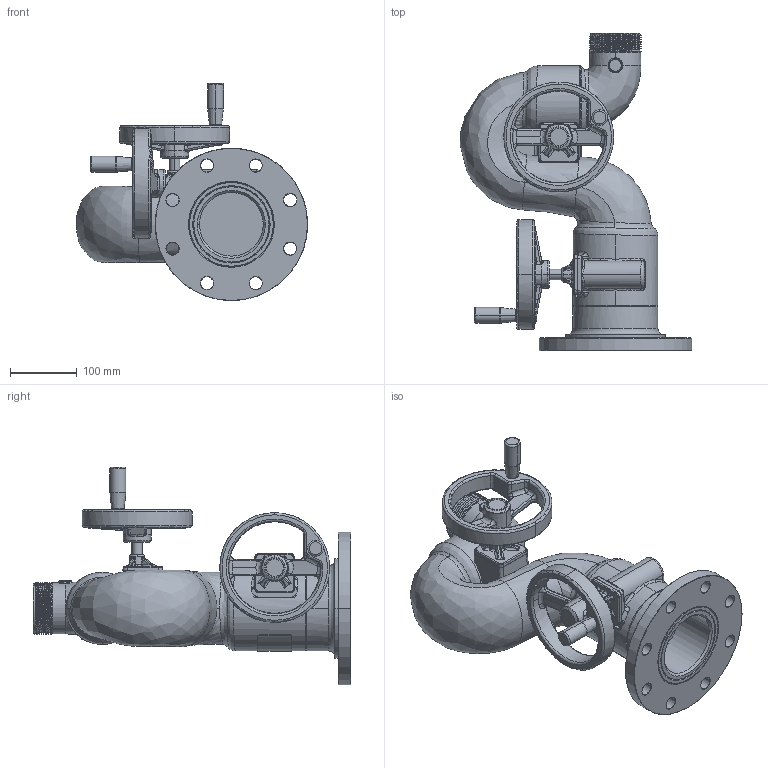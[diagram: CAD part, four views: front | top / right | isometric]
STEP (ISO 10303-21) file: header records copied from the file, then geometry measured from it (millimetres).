
FILE_DESCRIPTION (( 'STEP AP214' ), '1' );
FILE_NAME ('8593-03_CopperheadDD.STEP', '2010-08-05T21:44:03', ( 'Rick' ), ( '' ), 'SwSTEP 2.0', 'SolidWorks 2010', '' );
FILE_SCHEMA (( 'AUTOMOTIVE_DESIGN' ));
Length unit declared in the file: inch
Products named in the file (13): Main8593-03_Copperhead_Copy-10NULL; Products.Monitors.8593-03 (Copperhead)-8593-03 (Copperhead)18215001Body-Inlet (8593-03)80NULL; Products.Monitors.8593-03 (Copperhead)-8593-03 (Copperhead)17964001BASE-4.0-150# FLG 8593-0320NULL; Products.Monitors.8593-03 (Copperhead)-8593-03 (Copperhead)28141001Elbow - Discharge 8500-0340NULL; Products.Monitors.8593-03 (Copperhead)-8593-03 (Copperhead)WORM AND HAND WHEEL ASSEMBLY80NULL; Products.Monitors.8593-03 (Copperhead)-8593-03 (Copperhead)10466001ADAPTER - FLANGE BRASS 8593-03 8593-03X30NULL; Products.Monitors.8500-03 (Vulcan)-8500-03 (Vulcan)6565500180NULL; Release-Details 80000 - 8499981019001Handwheel Assy (Brass) 6.50 Dia50NULL; tim-8297(2.0)52018000CAPLUG (PLASTIC)10NULL; Release-Details 35000 - 3999936704001Handle-Spinner (Brass)_10NULL; Release-Details 70000 - 7499971236001HANDWHEEL (BRASS) W .625 BORE20NULL; Products.Monitors.8593-IV-Drawings44542000Label -Identification 8593-03 Copperhead10NULL; 8593-03_CopperheadDD
Assembly tree (13 placements, depth 5):
  8593-03_CopperheadDD
    Main8593-03_Copperhead_Copy-10NULL
      Products.Monitors.8593-03 (Copperhead)-8593-03 (Copperhead)28141001Elbow - Discharge 8500-0340NULL
      Products.Monitors.8593-03 (Copperhead)-8593-03 (Copperhead)WORM AND HAND WHEEL ASSEMBLY80NULL  x2
        Products.Monitors.8500-03 (Vulcan)-8500-03 (Vulcan)6565500180NULL
        Release-Details 80000 - 8499981019001Handwheel Assy (Brass) 6.50 Dia50NULL
          tim-8297(2.0)52018000CAPLUG (PLASTIC)10NULL
          Release-Details 35000 - 3999936704001Handle-Spinner (Brass)_10NULL
          Release-Details 70000 - 7499971236001HANDWHEEL (BRASS) W .625 BORE20NULL
        Products.Monitors.8593-03 (Copperhead)-8593-03 (Copperhead)10466001ADAPTER - FLANGE BRASS 8593-03 8593-03X30NULL
      Products.Monitors.8593-03 (Copperhead)-8593-03 (Copperhead)18215001Body-Inlet (8593-03)80NULL
      Products.Monitors.8593-IV-Drawings44542000Label -Identification 8593-03 Copperhead10NULL
      Products.Monitors.8593-03 (Copperhead)-8593-03 (Copperhead)17964001BASE-4.0-150# FLG 8593-0320NULL
Bounding box: 346.58 x 475.42 x 325.53 mm (x, y, z)
Volume: 2257110.7 mm3; surface area: 566826.6 mm2
Topology: 13 solids, 15 shells, 909 faces, 2170 edges, 1260 vertices
Faces by surface type: bspline 405, cylinder 193, plane 118, cone 115, torus 78
Entity records: 45572 total; most frequent: CARTESIAN_POINT 27341, ORIENTED_EDGE 2826, DIRECTION 1915, EDGE_CURVE 1421, VERTEX_POINT 854, AXIS2_PLACEMENT_3D 796, EDGE_LOOP 640, B_SPLINE_CURVE_WITH_KNOTS 621
